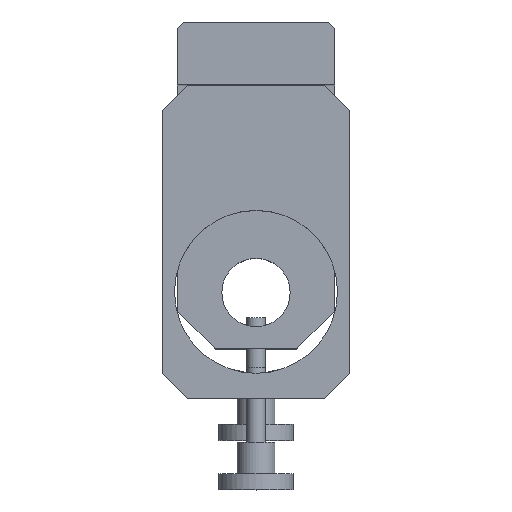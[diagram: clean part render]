
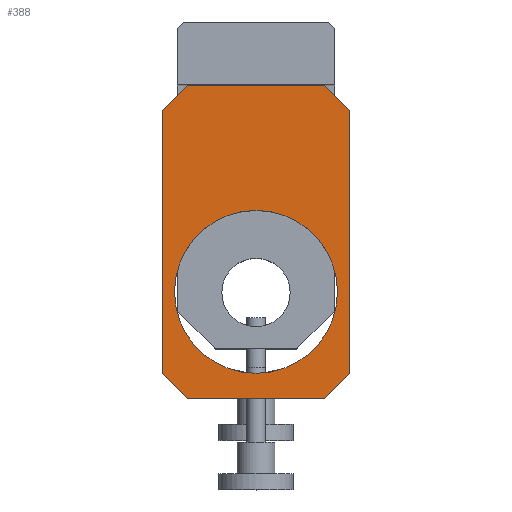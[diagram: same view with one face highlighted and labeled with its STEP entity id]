
A CAD part, top view. The second image highlights one B-rep face of the part: STEP entity #388.
In plain terms, the highlighted planar face has unit normal (0, 0, 1).
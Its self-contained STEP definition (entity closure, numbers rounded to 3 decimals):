
#388 = ADVANCED_FACE( '', ( #827, #828 ), #829, .T. );
#827 = FACE_OUTER_BOUND( '', #1285, .T. );
#828 = FACE_BOUND( '', #1286, .T. );
#829 = PLANE( '', #1287 );
#1285 = EDGE_LOOP( '', ( #1974, #1975, #1976, #1977, #1978, #1979, #1980, #1981 ) );
#1286 = EDGE_LOOP( '', ( #1982 ) );
#1287 = AXIS2_PLACEMENT_3D( '', #1983, #1984, #1985 );
#1974 = ORIENTED_EDGE( '', *, *, #2335, .T. );
#1975 = ORIENTED_EDGE( '', *, *, #2301, .T. );
#1976 = ORIENTED_EDGE( '', *, *, #2180, .T. );
#1977 = ORIENTED_EDGE( '', *, *, #2325, .T. );
#1978 = ORIENTED_EDGE( '', *, *, #2317, .T. );
#1979 = ORIENTED_EDGE( '', *, *, #2267, .T. );
#1980 = ORIENTED_EDGE( '', *, *, #2243, .T. );
#1981 = ORIENTED_EDGE( '', *, *, #2373, .T. );
#1982 = ORIENTED_EDGE( '', *, *, #2345, .T. );
#1983 = CARTESIAN_POINT( '', ( 0., -28., 8. ) );
#1984 = DIRECTION( '', ( 0., 0., 1. ) );
#1985 = DIRECTION( '', ( 1., 0., 0. ) );
#2180 = EDGE_CURVE( '', #2493, #2491, #2494, .T. );
#2243 = EDGE_CURVE( '', #2595, #2593, #2596, .T. );
#2267 = EDGE_CURVE( '', #2630, #2595, #2631, .T. );
#2301 = EDGE_CURVE( '', #2682, #2493, #2683, .T. );
#2317 = EDGE_CURVE( '', #2704, #2630, #2705, .T. );
#2325 = EDGE_CURVE( '', #2491, #2704, #2716, .T. );
#2335 = EDGE_CURVE( '', #2730, #2682, #2731, .T. );
#2345 = EDGE_CURVE( '', #2743, #2743, #2744, .T. );
#2373 = EDGE_CURVE( '', #2593, #2730, #2779, .T. );
#2491 = VERTEX_POINT( '', #2914 );
#2493 = VERTEX_POINT( '', #2917 );
#2494 = LINE( '', #2918, #2919 );
#2593 = VERTEX_POINT( '', #3140 );
#2595 = VERTEX_POINT( '', #3143 );
#2596 = LINE( '', #3144, #3145 );
#2630 = VERTEX_POINT( '', #3180 );
#2631 = LINE( '', #3181, #3182 );
#2682 = VERTEX_POINT( '', #3242 );
#2683 = LINE( '', #3243, #3244 );
#2704 = VERTEX_POINT( '', #3268 );
#2705 = LINE( '', #3269, #3270 );
#2716 = LINE( '', #3282, #3283 );
#2730 = VERTEX_POINT( '', #3330 );
#2731 = LINE( '', #3331, #3332 );
#2743 = VERTEX_POINT( '', #3347 );
#2744 = CIRCLE( '', #3348, 13. );
#2779 = LINE( '', #3385, #3386 );
#2914 = CARTESIAN_POINT( '', ( 15., -13., 8. ) );
#2917 = CARTESIAN_POINT( '', ( 11., -17., 8. ) );
#2918 = CARTESIAN_POINT( '', ( 15., -13., 8. ) );
#2919 = VECTOR( '', #3512, 1000. );
#3140 = CARTESIAN_POINT( '', ( -15., 29., 8. ) );
#3143 = CARTESIAN_POINT( '', ( -11., 33., 8. ) );
#3144 = CARTESIAN_POINT( '', ( -15., 29., 8. ) );
#3145 = VECTOR( '', #3594, 1000. );
#3180 = CARTESIAN_POINT( '', ( 11., 33., 8. ) );
#3181 = CARTESIAN_POINT( '', ( 11., 33., 8. ) );
#3182 = VECTOR( '', #3632, 1000. );
#3242 = CARTESIAN_POINT( '', ( -11., -17., 8. ) );
#3243 = CARTESIAN_POINT( '', ( -11., -17., 8. ) );
#3244 = VECTOR( '', #3678, 1000. );
#3268 = CARTESIAN_POINT( '', ( 15., 29., 8. ) );
#3269 = CARTESIAN_POINT( '', ( 11., 33., 8. ) );
#3270 = VECTOR( '', #3697, 1000. );
#3282 = CARTESIAN_POINT( '', ( 15., -13., 8. ) );
#3283 = VECTOR( '', #3708, 1000. );
#3330 = CARTESIAN_POINT( '', ( -15., -13., 8. ) );
#3331 = CARTESIAN_POINT( '', ( -11., -17., 8. ) );
#3332 = VECTOR( '', #3718, 1000. );
#3347 = CARTESIAN_POINT( '', ( 13., 0., 8. ) );
#3348 = AXIS2_PLACEMENT_3D( '', #3728, #3729, #3730 );
#3385 = CARTESIAN_POINT( '', ( -15., 29., 8. ) );
#3386 = VECTOR( '', #3754, 1000. );
#3512 = DIRECTION( '', ( 0.707, 0.707, 0. ) );
#3594 = DIRECTION( '', ( -0.707, -0.707, 0. ) );
#3632 = DIRECTION( '', ( -1., 0., 0. ) );
#3678 = DIRECTION( '', ( 1., 0., 0. ) );
#3697 = DIRECTION( '', ( -0.707, 0.707, 0. ) );
#3708 = DIRECTION( '', ( 0., 1., 0. ) );
#3718 = DIRECTION( '', ( 0.707, -0.707, 0. ) );
#3728 = CARTESIAN_POINT( '', ( 0., 0., 8. ) );
#3729 = DIRECTION( '', ( 0., 0., -1. ) );
#3730 = DIRECTION( '', ( 1., 0., 0. ) );
#3754 = DIRECTION( '', ( 0., -1., 0. ) );
